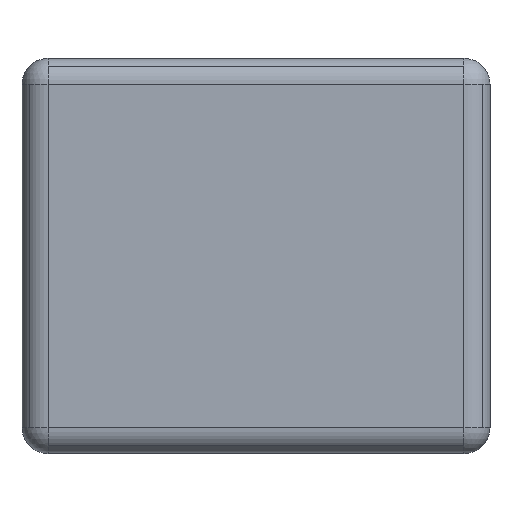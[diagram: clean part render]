
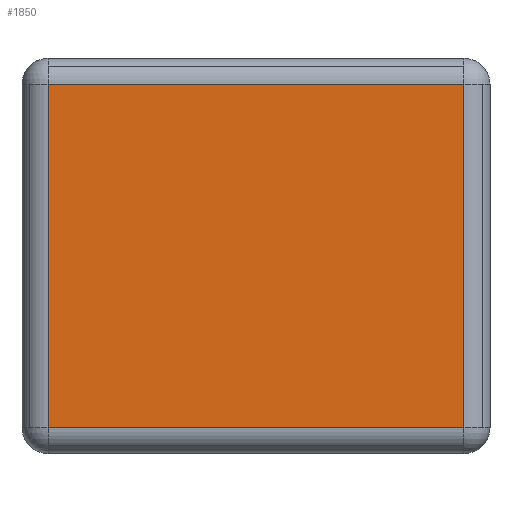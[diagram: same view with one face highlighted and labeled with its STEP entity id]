
A CAD part, left-side view. The second image highlights one B-rep face of the part: STEP entity #1850.
In plain terms, the highlighted planar face has unit normal (-1, 0, 0).
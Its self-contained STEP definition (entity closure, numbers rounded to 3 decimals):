
#1346=CARTESIAN_POINT('',(-1.7,0.8,0.1));
#1347=VERTEX_POINT('',#1346);
#1355=CARTESIAN_POINT('',(-1.7,0.8,1.42));
#1356=VERTEX_POINT('',#1355);
#1357=CARTESIAN_POINT('',(-1.7,0.8,0.1));
#1358=DIRECTION('',(0.0,0.0,1.0));
#1359=VECTOR('',#1358,1.32);
#1360=LINE('',#1357,#1359);
#1361=EDGE_CURVE('',#1347,#1356,#1360,.T.);
#1802=CARTESIAN_POINT('',(-1.7,-0.8,1.42));
#1803=VERTEX_POINT('',#1802);
#1811=CARTESIAN_POINT('',(-1.7,-0.8,0.1));
#1812=VERTEX_POINT('',#1811);
#1813=CARTESIAN_POINT('',(-1.7,-0.8,1.42));
#1814=DIRECTION('',(0.0,0.0,-1.0));
#1815=VECTOR('',#1814,1.32);
#1816=LINE('',#1813,#1815);
#1817=EDGE_CURVE('',#1803,#1812,#1816,.T.);
#1829=CARTESIAN_POINT('',(-1.7,-0.9,0.0));
#1830=DIRECTION('',(-1.0,0.0,0.0));
#1831=DIRECTION('',(0.0,0.0,1.0));
#1832=AXIS2_PLACEMENT_3D('',#1829,#1830,#1831);
#1833=PLANE('',#1832);
#1834=ORIENTED_EDGE('',*,*,#1361,.F.);
#1835=CARTESIAN_POINT('',(-1.7,-0.8,0.1));
#1836=DIRECTION('',(0.0,1.0,0.0));
#1837=VECTOR('',#1836,1.6);
#1838=LINE('',#1835,#1837);
#1839=EDGE_CURVE('',#1812,#1347,#1838,.T.);
#1840=ORIENTED_EDGE('',*,*,#1839,.F.);
#1841=ORIENTED_EDGE('',*,*,#1817,.F.);
#1842=CARTESIAN_POINT('',(-1.7,0.8,1.42));
#1843=DIRECTION('',(0.0,-1.0,0.0));
#1844=VECTOR('',#1843,1.6);
#1845=LINE('',#1842,#1844);
#1846=EDGE_CURVE('',#1356,#1803,#1845,.T.);
#1847=ORIENTED_EDGE('',*,*,#1846,.F.);
#1848=EDGE_LOOP('',(#1834,#1840,#1841,#1847));
#1849=FACE_OUTER_BOUND('',#1848,.T.);
#1850=ADVANCED_FACE('',(#1849),#1833,.T.);
